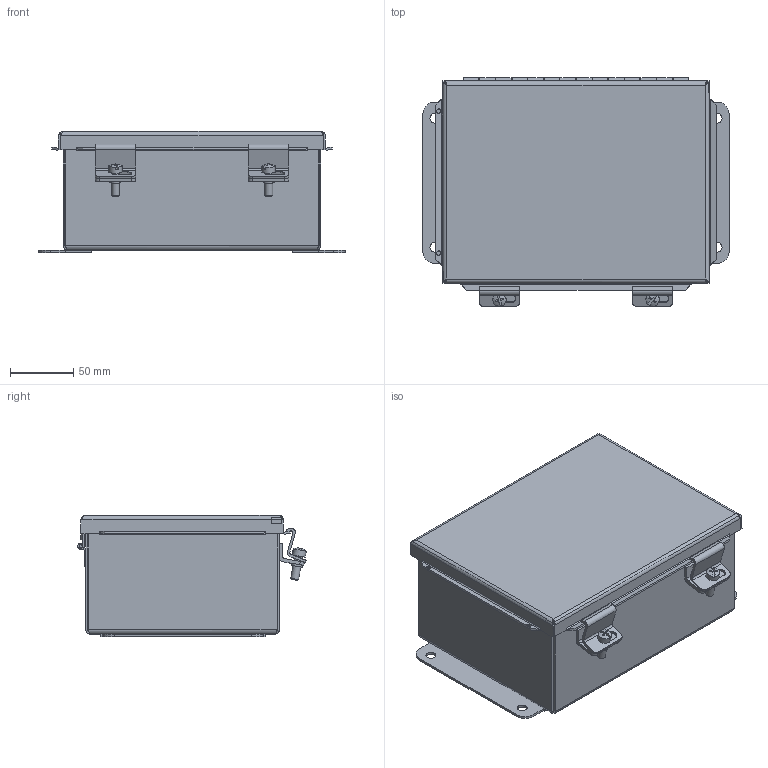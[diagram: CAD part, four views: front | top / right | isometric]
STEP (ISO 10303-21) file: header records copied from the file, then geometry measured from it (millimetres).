
FILE_DESCRIPTION(/* description */ ('NEMA4,JIC,CS,CH,8X6X3'),/* implementation_level */ '2;1');
FILE_NAME(/* name */ 'BN4080603CH.stp',/* time_stamp */ '2021-10-23T16:14:43-05:00',/* author */ ('samuelbadillo'),/* organization */ (''),/* preprocessor_version */ 'ST-DEVELOPER v18',/* originating_system */ 'Autodesk Inventor 2020',/* authorisation */ '');
FILE_SCHEMA (('AUTOMOTIVE_DESIGN { 1 0 10303 214 3 1 1 }'));
Length unit declared in the file: inch
Products named in the file (14): BN4080603CH; B_0806CH_LID; 316162; 38811; 3499; 3482; 328121; 328119LH; 328121P; 328121TH; C1001; C2002; 372134; B_080603_BKP
Assembly tree (21 placements, depth 3):
  BN4080603CH
    B_0806CH_LID
    316162  x2
    38811
    3499  x4
    C1001  x2
    C2002  x2
    3482  x2
    328121
      328119LH
      328121P
      328121TH
    372134  x2
    B_080603_BKP
Bounding box: 241.3 x 179.97 x 95.48 mm (x, y, z)
Volume: 305725.9 mm3; surface area: 368570.7 mm2
Topology: 20 solids, 20 shells, 473 faces, 1173 edges, 749 vertices
Faces by surface type: plane 303, cylinder 115, bspline 46, sphere 4, cone 3, torus 2
Full cylindrical faces by diameter (mm): 2.54 x1, 2.957 x14, 3.556 x2, 3.962 x4, 4.826 x1, 4.978 x2, 6.35 x3, 7.62 x4, 7.874 x4, 8.738 x2, 10.402 x2, 15.875 x4
Entity records: 12366 total; most frequent: CARTESIAN_POINT 2929, ORIENTED_EDGE 1798, DIRECTION 1724, EDGE_CURVE 899, LINE 662, VECTOR 662, VERTEX_POINT 563, AXIS2_PLACEMENT_3D 531
